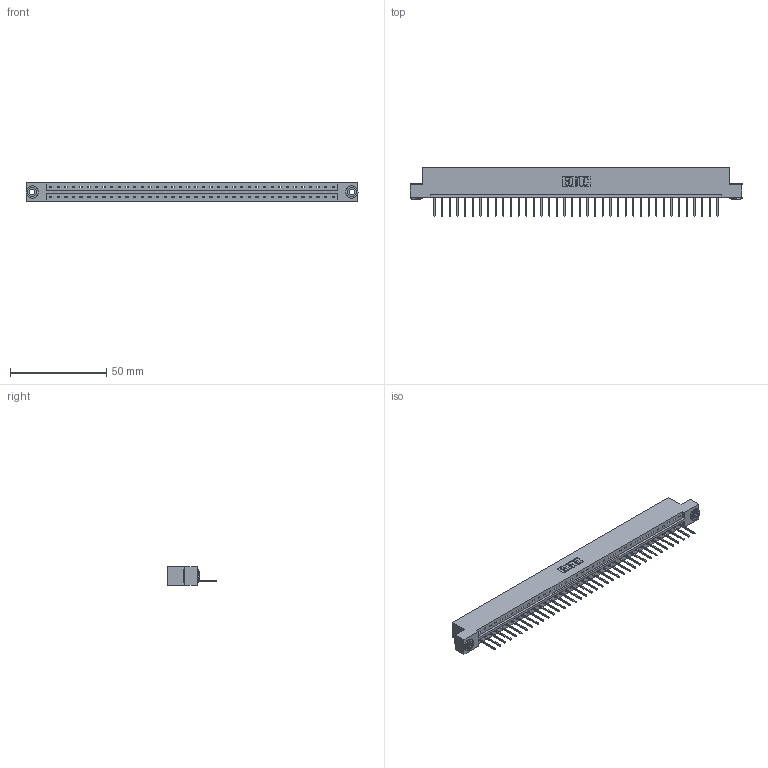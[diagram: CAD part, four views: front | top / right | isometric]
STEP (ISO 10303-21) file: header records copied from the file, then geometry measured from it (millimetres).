
FILE_DESCRIPTION (( 'STEP AP203' ), '1' );
FILE_NAME ('833-038-523-103.STEP', '2020-06-03T06:49:53', ( '' ), ( '' ), 'SwSTEP 2.0', 'SolidWorks 2020', '' );
FILE_SCHEMA (( 'CONFIG_CONTROL_DESIGN' ));
Length unit declared in the file: inch
Products named in the file (4): 833 Part_Flush - .156 Dia - TH; 833-038-523-103; 345-292-001_345-293-123; 345-250-002_345-250-002-102
Assembly tree (41 placements, depth 2):
  833-038-523-103
    833 Part_Flush - .156 Dia - TH
    345-292-001_345-293-123  x38
    345-250-002_345-250-002-102  x2
Bounding box: 172.11 x 25.15 x 9.4 mm (x, y, z)
Volume: 17289.4 mm3; surface area: 18947.2 mm2
Topology: 41 solids, 41 shells, 2356 faces, 7075 edges, 4662 vertices
Faces by surface type: plane 1676, cylinder 672, cone 8
Entity records: 24416 total; most frequent: CARTESIAN_POINT 4191, ORIENTED_EDGE 4158, DIRECTION 3577, EDGE_CURVE 2079, VECTOR 1927, LINE 1927, VERTEX_POINT 1382, AXIS2_PLACEMENT_3D 825
